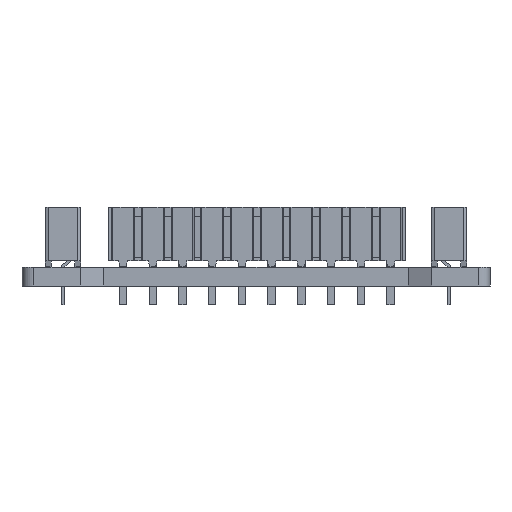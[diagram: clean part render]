
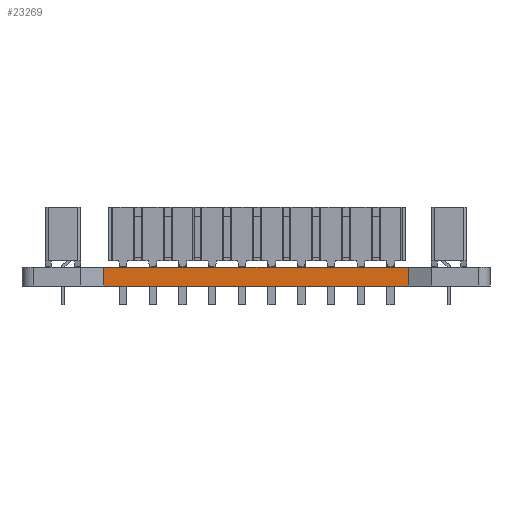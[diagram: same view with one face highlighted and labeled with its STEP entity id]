
A CAD part, left-side view. The second image highlights one B-rep face of the part: STEP entity #23269.
In plain terms, the highlighted planar face has unit normal (-1, 0, 0).
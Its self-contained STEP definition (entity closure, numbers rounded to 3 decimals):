
#23269 = ADVANCED_FACE('',(#23270),#23284,.T.);
#23270 = FACE_BOUND('',#23271,.T.);
#23271 = EDGE_LOOP('',(#23272,#23307,#23335,#23363));
#23272 = ORIENTED_EDGE('',*,*,#23273,.T.);
#23273 = EDGE_CURVE('',#23274,#23276,#23278,.T.);
#23274 = VERTEX_POINT('',#23275);
#23275 = CARTESIAN_POINT('',(127.,-108.,0.));
#23276 = VERTEX_POINT('',#23277);
#23277 = CARTESIAN_POINT('',(127.,-108.,1.6));
#23278 = SURFACE_CURVE('',#23279,(#23283,#23295),.PCURVE_S1.);
#23279 = LINE('',#23280,#23281);
#23280 = CARTESIAN_POINT('',(127.,-108.,0.));
#23281 = VECTOR('',#23282,1.);
#23282 = DIRECTION('',(0.,0.,1.));
#23283 = PCURVE('',#23284,#23289);
#23284 = PLANE('',#23285);
#23285 = AXIS2_PLACEMENT_3D('',#23286,#23287,#23288);
#23286 = CARTESIAN_POINT('',(127.,-108.,0.));
#23287 = DIRECTION('',(-1.,0.,0.));
#23288 = DIRECTION('',(0.,1.,0.));
#23289 = DEFINITIONAL_REPRESENTATION('',(#23290),#23294);
#23290 = LINE('',#23291,#23292);
#23291 = CARTESIAN_POINT('',(0.,0.));
#23292 = VECTOR('',#23293,1.);
#23293 = DIRECTION('',(0.,-1.));
#23294 = ( GEOMETRIC_REPRESENTATION_CONTEXT(2) 
PARAMETRIC_REPRESENTATION_CONTEXT() REPRESENTATION_CONTEXT('2D SPACE',''
  ) );
#23295 = PCURVE('',#23296,#23301);
#23296 = PLANE('',#23297);
#23297 = AXIS2_PLACEMENT_3D('',#23298,#23299,#23300);
#23298 = CARTESIAN_POINT('',(126.,-110.,0.));
#23299 = DIRECTION('',(-0.894,0.447,0.));
#23300 = DIRECTION('',(0.447,0.894,0.));
#23301 = DEFINITIONAL_REPRESENTATION('',(#23302),#23306);
#23302 = LINE('',#23303,#23304);
#23303 = CARTESIAN_POINT('',(2.236,0.));
#23304 = VECTOR('',#23305,1.);
#23305 = DIRECTION('',(0.,-1.));
#23306 = ( GEOMETRIC_REPRESENTATION_CONTEXT(2) 
PARAMETRIC_REPRESENTATION_CONTEXT() REPRESENTATION_CONTEXT('2D SPACE',''
  ) );
#23307 = ORIENTED_EDGE('',*,*,#23308,.T.);
#23308 = EDGE_CURVE('',#23276,#23309,#23311,.T.);
#23309 = VERTEX_POINT('',#23310);
#23310 = CARTESIAN_POINT('',(127.,-82.,1.6));
#23311 = SURFACE_CURVE('',#23312,(#23316,#23323),.PCURVE_S1.);
#23312 = LINE('',#23313,#23314);
#23313 = CARTESIAN_POINT('',(127.,-108.,1.6));
#23314 = VECTOR('',#23315,1.);
#23315 = DIRECTION('',(0.,1.,0.));
#23316 = PCURVE('',#23284,#23317);
#23317 = DEFINITIONAL_REPRESENTATION('',(#23318),#23322);
#23318 = LINE('',#23319,#23320);
#23319 = CARTESIAN_POINT('',(0.,-1.6));
#23320 = VECTOR('',#23321,1.);
#23321 = DIRECTION('',(1.,0.));
#23322 = ( GEOMETRIC_REPRESENTATION_CONTEXT(2) 
PARAMETRIC_REPRESENTATION_CONTEXT() REPRESENTATION_CONTEXT('2D SPACE',''
  ) );
#23323 = PCURVE('',#23324,#23329);
#23324 = PLANE('',#23325);
#23325 = AXIS2_PLACEMENT_3D('',#23326,#23327,#23328);
#23326 = CARTESIAN_POINT('',(146.,-95.,1.6));
#23327 = DIRECTION('',(-0.,-0.,-1.));
#23328 = DIRECTION('',(-1.,0.,0.));
#23329 = DEFINITIONAL_REPRESENTATION('',(#23330),#23334);
#23330 = LINE('',#23331,#23332);
#23331 = CARTESIAN_POINT('',(19.,-13.));
#23332 = VECTOR('',#23333,1.);
#23333 = DIRECTION('',(0.,1.));
#23334 = ( GEOMETRIC_REPRESENTATION_CONTEXT(2) 
PARAMETRIC_REPRESENTATION_CONTEXT() REPRESENTATION_CONTEXT('2D SPACE',''
  ) );
#23335 = ORIENTED_EDGE('',*,*,#23336,.F.);
#23336 = EDGE_CURVE('',#23337,#23309,#23339,.T.);
#23337 = VERTEX_POINT('',#23338);
#23338 = CARTESIAN_POINT('',(127.,-82.,0.));
#23339 = SURFACE_CURVE('',#23340,(#23344,#23351),.PCURVE_S1.);
#23340 = LINE('',#23341,#23342);
#23341 = CARTESIAN_POINT('',(127.,-82.,0.));
#23342 = VECTOR('',#23343,1.);
#23343 = DIRECTION('',(0.,0.,1.));
#23344 = PCURVE('',#23284,#23345);
#23345 = DEFINITIONAL_REPRESENTATION('',(#23346),#23350);
#23346 = LINE('',#23347,#23348);
#23347 = CARTESIAN_POINT('',(26.,0.));
#23348 = VECTOR('',#23349,1.);
#23349 = DIRECTION('',(0.,-1.));
#23350 = ( GEOMETRIC_REPRESENTATION_CONTEXT(2) 
PARAMETRIC_REPRESENTATION_CONTEXT() REPRESENTATION_CONTEXT('2D SPACE',''
  ) );
#23351 = PCURVE('',#23352,#23357);
#23352 = PLANE('',#23353);
#23353 = AXIS2_PLACEMENT_3D('',#23354,#23355,#23356);
#23354 = CARTESIAN_POINT('',(127.,-82.,0.));
#23355 = DIRECTION('',(-0.894,-0.447,0.));
#23356 = DIRECTION('',(-0.447,0.894,0.));
#23357 = DEFINITIONAL_REPRESENTATION('',(#23358),#23362);
#23358 = LINE('',#23359,#23360);
#23359 = CARTESIAN_POINT('',(0.,0.));
#23360 = VECTOR('',#23361,1.);
#23361 = DIRECTION('',(0.,-1.));
#23362 = ( GEOMETRIC_REPRESENTATION_CONTEXT(2) 
PARAMETRIC_REPRESENTATION_CONTEXT() REPRESENTATION_CONTEXT('2D SPACE',''
  ) );
#23363 = ORIENTED_EDGE('',*,*,#23364,.F.);
#23364 = EDGE_CURVE('',#23274,#23337,#23365,.T.);
#23365 = SURFACE_CURVE('',#23366,(#23370,#23377),.PCURVE_S1.);
#23366 = LINE('',#23367,#23368);
#23367 = CARTESIAN_POINT('',(127.,-108.,0.));
#23368 = VECTOR('',#23369,1.);
#23369 = DIRECTION('',(0.,1.,0.));
#23370 = PCURVE('',#23284,#23371);
#23371 = DEFINITIONAL_REPRESENTATION('',(#23372),#23376);
#23372 = LINE('',#23373,#23374);
#23373 = CARTESIAN_POINT('',(0.,0.));
#23374 = VECTOR('',#23375,1.);
#23375 = DIRECTION('',(1.,0.));
#23376 = ( GEOMETRIC_REPRESENTATION_CONTEXT(2) 
PARAMETRIC_REPRESENTATION_CONTEXT() REPRESENTATION_CONTEXT('2D SPACE',''
  ) );
#23377 = PCURVE('',#23378,#23383);
#23378 = PLANE('',#23379);
#23379 = AXIS2_PLACEMENT_3D('',#23380,#23381,#23382);
#23380 = CARTESIAN_POINT('',(146.,-95.,0.));
#23381 = DIRECTION('',(-0.,-0.,-1.));
#23382 = DIRECTION('',(-1.,0.,0.));
#23383 = DEFINITIONAL_REPRESENTATION('',(#23384),#23388);
#23384 = LINE('',#23385,#23386);
#23385 = CARTESIAN_POINT('',(19.,-13.));
#23386 = VECTOR('',#23387,1.);
#23387 = DIRECTION('',(0.,1.));
#23388 = ( GEOMETRIC_REPRESENTATION_CONTEXT(2) 
PARAMETRIC_REPRESENTATION_CONTEXT() REPRESENTATION_CONTEXT('2D SPACE',''
  ) );
